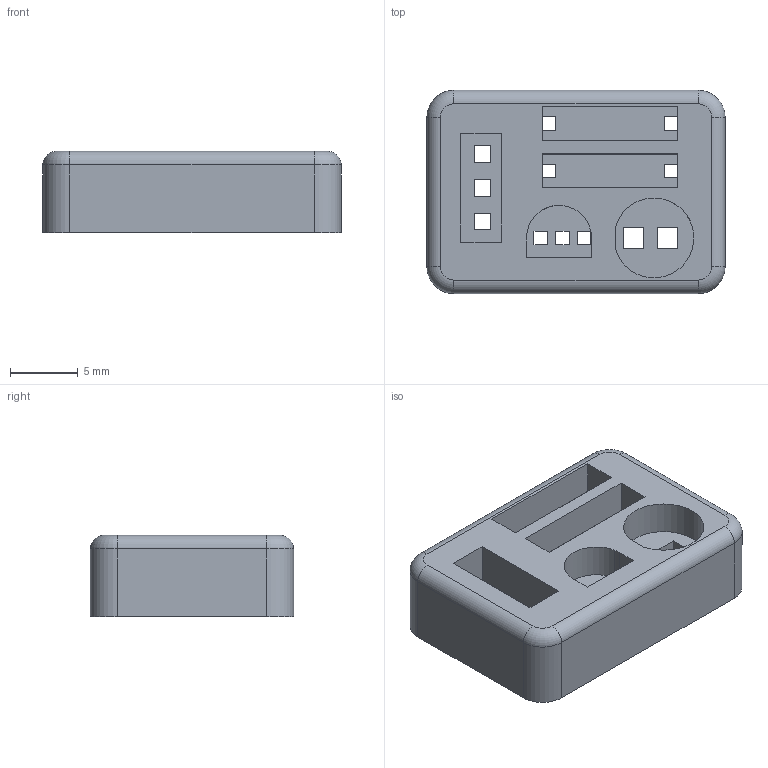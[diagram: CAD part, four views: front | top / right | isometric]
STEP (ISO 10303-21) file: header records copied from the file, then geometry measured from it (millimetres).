
FILE_DESCRIPTION(('FreeCAD Model'),'2;1');
FILE_NAME('PCBPrint_Led_5mm_Transistor_EBC.step','2020-04-30T03:12:49',( 'Author'),(''),'Open CASCADE STEP processor 7.3','FreeCAD','Unknown' );
FILE_SCHEMA(('AUTOMOTIVE_DESIGN { 1 0 10303 214 1 1 1 1 }'));
Length unit declared in the file: millimetre
Products named in the file (1): Base
Bounding box: 22 x 15 x 6 mm (x, y, z)
Volume: 1470.9 mm3; surface area: 1571.7 mm2
Topology: 1 solids, 1 shells, 118 faces, 346 edges, 228 vertices
Faces by surface type: plane 103, cylinder 11, torus 4
Entity records: 8242 total; most frequent: CARTESIAN_POINT 1652, DIRECTION 1085, LINE 791, VECTOR 791, ORIENTED_EDGE 692, PCURVE 692, DEFINITIONAL_REPRESENTATION 692, EDGE_CURVE 346
